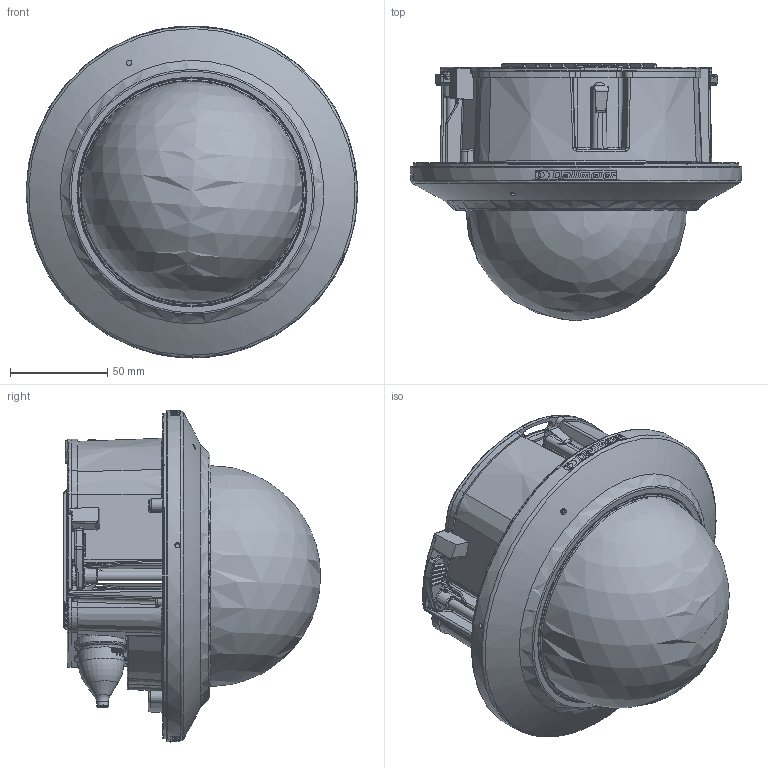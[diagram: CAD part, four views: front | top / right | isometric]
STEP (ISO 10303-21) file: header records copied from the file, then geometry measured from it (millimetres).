
FILE_DESCRIPTION (( 'STEP AP214' ), '1' );
FILE_NAME ('Domera RDF6xxx Housing.STEP', '2025-04-07T15:21:23', ( '' ), ( '' ), 'SwSTEP 2.0', 'SolidWorks 2024', '' );
FILE_SCHEMA (( 'AUTOMOTIVE_DESIGN' ));
Length unit declared in the file: millimetre
Products named in the file (1): Domera RDF6xxx Housing
Bounding box: 170.97 x 132.5 x 171 mm (x, y, z)
Surface area: 113009.9 mm2 (no closed solid volume)
Topology: 0 solids, 80 shells, 2010 faces, 9041 edges, 6729 vertices
Faces by surface type: plane 821, cylinder 473, bspline 418, torus 149, cone 144, sphere 5
Full cylindrical faces by diameter (mm): 2.7 x2, 3.3 x1, 4.1 x1, 4.5 x2, 5 x4, 5.7 x1, 6 x1, 11 x1, 23.5 x1, 26.5 x2
Entity records: 112294 total; most frequent: CARTESIAN_POINT 48335, ORIENTED_EDGE 12308, DIRECTION 12065, EDGE_CURVE 8918, VERTEX_POINT 6697, AXIS2_PLACEMENT_3D 4365, VECTOR 3335, LINE 3335
